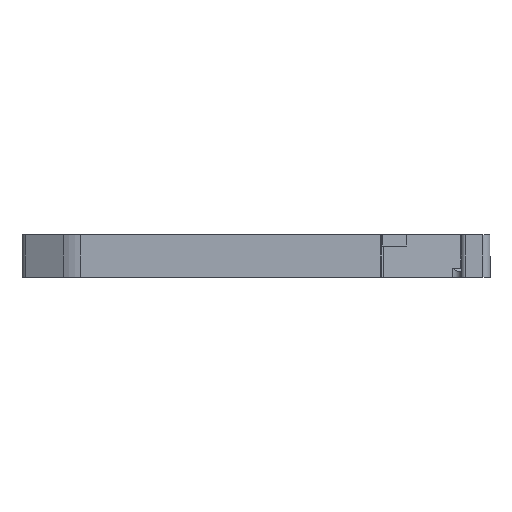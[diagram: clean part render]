
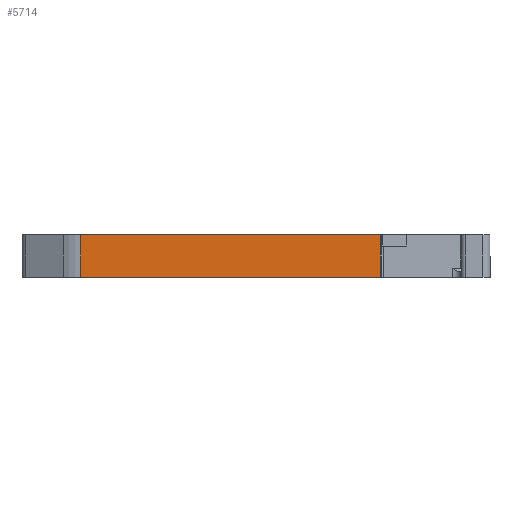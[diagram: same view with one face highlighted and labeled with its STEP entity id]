
A CAD part, left-side view. The second image highlights one B-rep face of the part: STEP entity #5714.
In plain terms, the highlighted planar face has unit normal (-1, 0, 0).
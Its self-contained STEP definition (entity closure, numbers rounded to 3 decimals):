
#41 = ORIENTED_EDGE ( 'NONE', *, *, #180, .F. ) ;
#113 = VERTEX_POINT ( 'NONE', #3877 ) ;
#180 = EDGE_CURVE ( 'NONE', #113, #3919, #628, .T. ) ;
#187 = DIRECTION ( 'NONE',  ( 0., 0., 1. ) ) ;
#219 = ORIENTED_EDGE ( 'NONE', *, *, #256, .F. ) ;
#256 = EDGE_CURVE ( 'NONE', #3188, #113, #2702, .T. ) ;
#465 = DIRECTION ( 'NONE',  ( 0., -1., 0. ) ) ;
#550 = ORIENTED_EDGE ( 'NONE', *, *, #4804, .F. ) ;
#628 = LINE ( 'NONE', #2595, #760 ) ;
#740 = EDGE_CURVE ( 'NONE', #1873, #3919, #5326, .T. ) ;
#760 = VECTOR ( 'NONE', #5671, 1000. ) ;
#973 = CARTESIAN_POINT ( 'NONE',  ( -21.7, -2.161, 0. ) ) ;
#1139 = FACE_OUTER_BOUND ( 'NONE', #4633, .T. ) ;
#1390 = VECTOR ( 'NONE', #5553, 1000. ) ;
#1776 = LINE ( 'NONE', #2811, #4107 ) ;
#1795 = CARTESIAN_POINT ( 'NONE',  ( -21.7, 39.812, 0. ) ) ;
#1809 = VECTOR ( 'NONE', #465, 1000. ) ;
#1873 = VERTEX_POINT ( 'NONE', #1795 ) ;
#2039 = CARTESIAN_POINT ( 'NONE',  ( -21.7, -2.161, 6. ) ) ;
#2488 = DIRECTION ( 'NONE',  ( 1., 0., 0. ) ) ;
#2595 = CARTESIAN_POINT ( 'NONE',  ( -21.7, -2.161, 6. ) ) ;
#2702 = LINE ( 'NONE', #5094, #1390 ) ;
#2811 = CARTESIAN_POINT ( 'NONE',  ( -21.7, 39.812, 6. ) ) ;
#3188 = VERTEX_POINT ( 'NONE', #3582 ) ;
#3570 = AXIS2_PLACEMENT_3D ( 'NONE', #2039, #2488, #5568 ) ;
#3582 = CARTESIAN_POINT ( 'NONE',  ( -21.7, 39.812, 6. ) ) ;
#3877 = CARTESIAN_POINT ( 'NONE',  ( -21.7, -2.161, 6. ) ) ;
#3919 = VERTEX_POINT ( 'NONE', #4536 ) ;
#4107 = VECTOR ( 'NONE', #187, 1000. ) ;
#4199 = PLANE ( 'NONE',  #3570 ) ;
#4536 = CARTESIAN_POINT ( 'NONE',  ( -21.7, -2.161, 0. ) ) ;
#4633 = EDGE_LOOP ( 'NONE', ( #41, #219, #550, #4785 ) ) ;
#4785 = ORIENTED_EDGE ( 'NONE', *, *, #740, .T. ) ;
#4804 = EDGE_CURVE ( 'NONE', #1873, #3188, #1776, .T. ) ;
#5094 = CARTESIAN_POINT ( 'NONE',  ( -21.7, 24.7, 6. ) ) ;
#5326 = LINE ( 'NONE', #973, #1809 ) ;
#5553 = DIRECTION ( 'NONE',  ( 0., -1., 0. ) ) ;
#5568 = DIRECTION ( 'NONE',  ( 0., 1., 0. ) ) ;
#5671 = DIRECTION ( 'NONE',  ( 0., 0., -1. ) ) ;
#5714 = ADVANCED_FACE ( 'NONE', ( #1139 ), #4199, .F. ) ;
